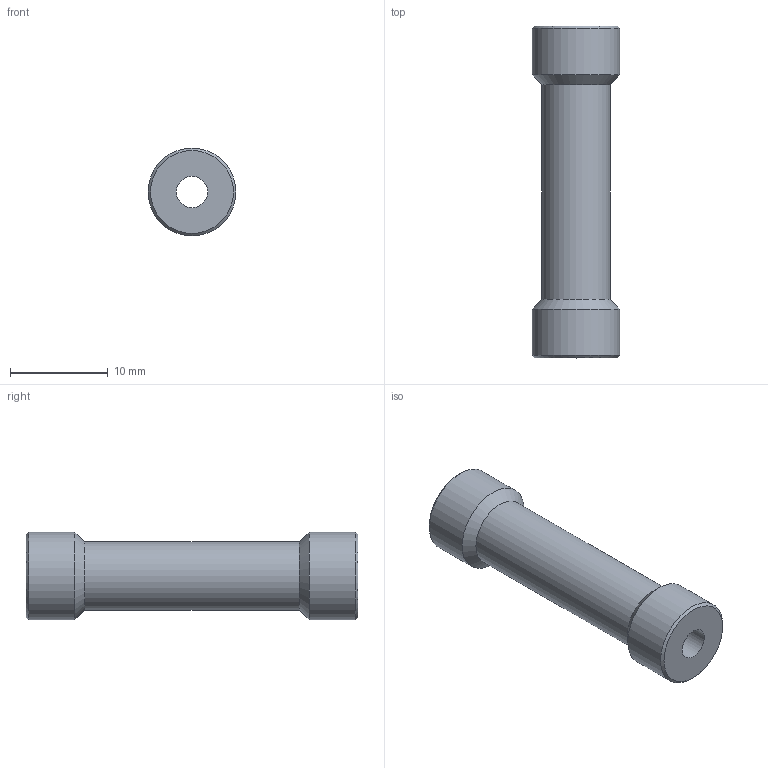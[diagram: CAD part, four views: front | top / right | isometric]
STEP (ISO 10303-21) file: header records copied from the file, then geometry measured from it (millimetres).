
FILE_DESCRIPTION(/* description */ (''),/* implementation_level */ '2;1');
FILE_NAME(/* name */ 'MS-MOTOR-SPACE-LONG 1.1.step',/* time_stamp */ '2019-04-11T09:57:18+01:00',/* author */ ('gregY6MPL'),/* organization */ (''),/* preprocessor_version */ 'ST-DEVELOPER v18',/* originating_system */ 'Autodesk Translation Framework v8.2.0.1029',/* authorisation */ '');
FILE_SCHEMA (('AUTOMOTIVE_DESIGN { 1 0 10303 214 3 1 1 }'));
Length unit declared in the file: millimetre
Products named in the file (2): MS-MOTOR-SPACE-LONG; Long Spacer
Assembly tree (1 placements, depth 2):
  MS-MOTOR-SPACE-LONG
    Long Spacer
Bounding box: 9 x 34 x 9 mm (x, y, z)
Volume: 1308.7 mm3; surface area: 1282.1 mm2
Topology: 1 solids, 1 shells, 10 faces, 18 edges, 10 vertices
Faces by surface type: cone 4, cylinder 4, plane 2
Full cylindrical faces by diameter (mm): 3.2 x1, 7 x1, 9 x2
Entity records: 324 total; most frequent: DIRECTION 56, CARTESIAN_POINT 42, ORIENTED_EDGE 36, AXIS2_PLACEMENT_3D 24, EDGE_CURVE 18, EDGE_LOOP 12, FACE_OUTER_BOUND 10, CIRCLE 10
